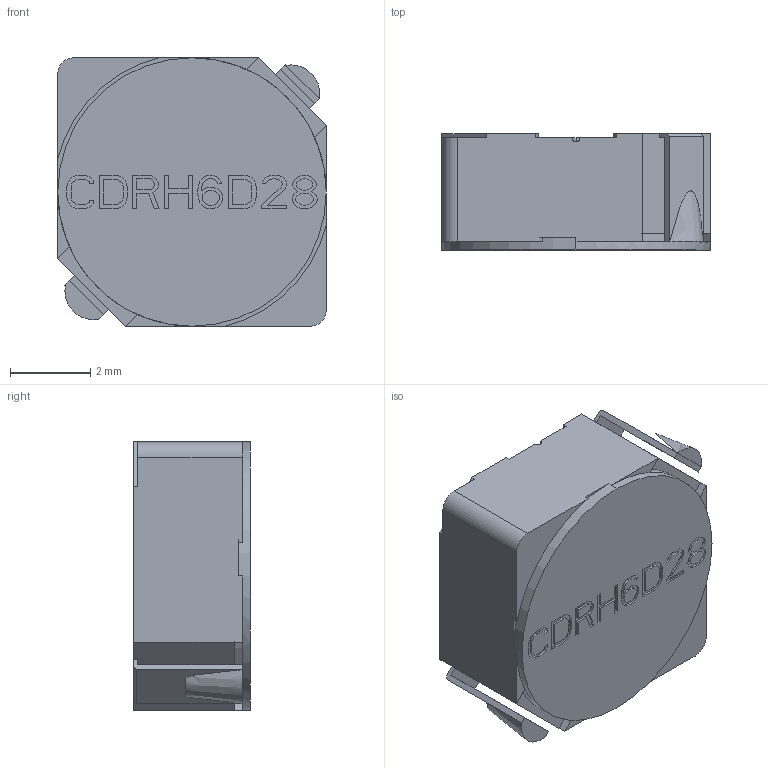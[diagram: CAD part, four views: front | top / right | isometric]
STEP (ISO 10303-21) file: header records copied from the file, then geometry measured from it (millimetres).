
FILE_DESCRIPTION (( 'STEP AP214' ), '1' );
FILE_NAME ('User Library-CDRH6D28.STEP', '2017-12-03T10:22:38', ( '' ), ( '' ), 'SwSTEP 2.0', 'SolidWorks 2017', '' );
FILE_SCHEMA (( 'AUTOMOTIVE_DESIGN' ));
Length unit declared in the file: millimetre
Products named in the file (1): User Library-CDRH6D28
Bounding box: 6.7 x 2.9 x 6.7 mm (x, y, z)
Surface area: 211.4 mm2 (no closed solid volume)
Topology: 0 solids, 2 shells, 384 faces, 1084 edges, 718 vertices
Faces by surface type: plane 365, cylinder 17, cone 2
Entity records: 16504 total; most frequent: CARTESIAN_POINT 2272, ORIENTED_EDGE 2166, DIRECTION 1892, EDGE_CURVE 1084, VECTOR 1026, LINE 1026, VERTEX_POINT 718, AXIS2_PLACEMENT_3D 433
